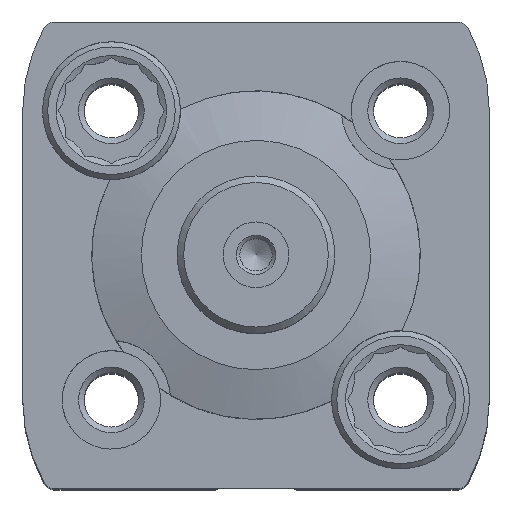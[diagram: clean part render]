
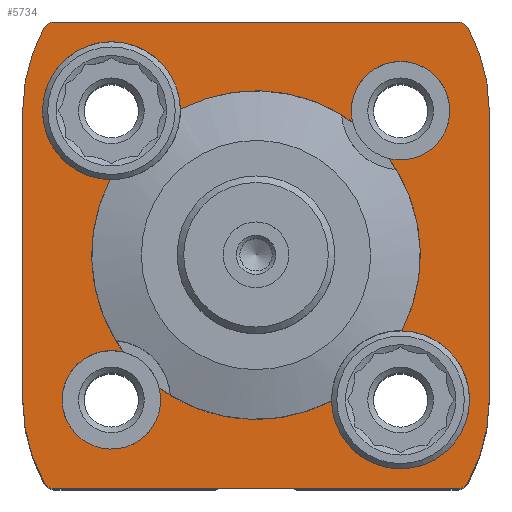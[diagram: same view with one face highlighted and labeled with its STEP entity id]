
A CAD part, top view. The second image highlights one B-rep face of the part: STEP entity #5734.
In plain terms, the highlighted planar face has unit normal (0, 0, 1).
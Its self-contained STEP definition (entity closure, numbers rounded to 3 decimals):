
#38=PLANE('',#6217);
#439=LINE('',#9136,#883);
#440=LINE('',#9142,#884);
#441=LINE('',#9148,#885);
#442=LINE('',#9154,#886);
#883=VECTOR('',#7123,1000.);
#884=VECTOR('',#7128,1000.);
#885=VECTOR('',#7133,1000.);
#886=VECTOR('',#7138,1000.);
#1499=ORIENTED_EDGE('',*,*,#3173,.T.);
#1500=ORIENTED_EDGE('',*,*,#3174,.T.);
#1501=ORIENTED_EDGE('',*,*,#3175,.T.);
#1502=ORIENTED_EDGE('',*,*,#3176,.T.);
#1503=ORIENTED_EDGE('',*,*,#3177,.T.);
#1504=ORIENTED_EDGE('',*,*,#3178,.T.);
#1505=ORIENTED_EDGE('',*,*,#3179,.T.);
#1506=ORIENTED_EDGE('',*,*,#3180,.T.);
#1507=ORIENTED_EDGE('',*,*,#3181,.T.);
#1508=ORIENTED_EDGE('',*,*,#3182,.T.);
#1509=ORIENTED_EDGE('',*,*,#3183,.T.);
#1510=ORIENTED_EDGE('',*,*,#3184,.T.);
#1511=ORIENTED_EDGE('',*,*,#3168,.T.);
#1512=ORIENTED_EDGE('',*,*,#3185,.T.);
#1513=ORIENTED_EDGE('',*,*,#3166,.T.);
#1514=ORIENTED_EDGE('',*,*,#3186,.T.);
#1515=ORIENTED_EDGE('',*,*,#3187,.T.);
#1516=ORIENTED_EDGE('',*,*,#3188,.T.);
#1517=ORIENTED_EDGE('',*,*,#3189,.T.);
#1518=ORIENTED_EDGE('',*,*,#3190,.T.);
#3166=EDGE_CURVE('',#3987,#3991,#4466,.T.);
#3168=EDGE_CURVE('',#3994,#3992,#4467,.T.);
#3173=EDGE_CURVE('',#3998,#3999,#4470,.T.);
#3174=EDGE_CURVE('',#3999,#4000,#439,.T.);
#3175=EDGE_CURVE('',#4000,#4001,#4471,.T.);
#3176=EDGE_CURVE('',#4001,#4002,#4472,.T.);
#3177=EDGE_CURVE('',#4002,#4003,#440,.T.);
#3178=EDGE_CURVE('',#4003,#4004,#4473,.T.);
#3179=EDGE_CURVE('',#4004,#4005,#4474,.T.);
#3180=EDGE_CURVE('',#4005,#4006,#441,.T.);
#3181=EDGE_CURVE('',#4006,#4007,#4475,.T.);
#3182=EDGE_CURVE('',#4007,#4008,#4476,.T.);
#3183=EDGE_CURVE('',#4008,#4009,#442,.T.);
#3184=EDGE_CURVE('',#4009,#3998,#4477,.T.);
#3185=EDGE_CURVE('',#3992,#3987,#4478,.F.);
#3186=EDGE_CURVE('',#3991,#4010,#4479,.F.);
#3187=EDGE_CURVE('',#4010,#4011,#4480,.T.);
#3188=EDGE_CURVE('',#4011,#4012,#4481,.F.);
#3189=EDGE_CURVE('',#4012,#4013,#4482,.T.);
#3190=EDGE_CURVE('',#4013,#3994,#4483,.F.);
#3987=VERTEX_POINT('',#9109);
#3991=VERTEX_POINT('',#9117);
#3992=VERTEX_POINT('',#9121);
#3994=VERTEX_POINT('',#9124);
#3998=VERTEX_POINT('',#9134);
#3999=VERTEX_POINT('',#9135);
#4000=VERTEX_POINT('',#9137);
#4001=VERTEX_POINT('',#9139);
#4002=VERTEX_POINT('',#9141);
#4003=VERTEX_POINT('',#9143);
#4004=VERTEX_POINT('',#9145);
#4005=VERTEX_POINT('',#9147);
#4006=VERTEX_POINT('',#9149);
#4007=VERTEX_POINT('',#9151);
#4008=VERTEX_POINT('',#9153);
#4009=VERTEX_POINT('',#9155);
#4010=VERTEX_POINT('',#9159);
#4011=VERTEX_POINT('',#9161);
#4012=VERTEX_POINT('',#9163);
#4013=VERTEX_POINT('',#9165);
#4466=CIRCLE('',#6212,12.5);
#4467=CIRCLE('',#6214,12.5);
#4470=CIRCLE('',#6218,13.);
#4471=CIRCLE('',#6219,13.);
#4472=CIRCLE('',#6220,0.85);
#4473=CIRCLE('',#6221,0.85);
#4474=CIRCLE('',#6222,13.);
#4475=CIRCLE('',#6223,13.);
#4476=CIRCLE('',#6224,0.85);
#4477=CIRCLE('',#6225,0.85);
#4478=CIRCLE('',#6226,5.25);
#4479=CIRCLE('',#6227,3.75);
#4480=CIRCLE('',#6228,12.5);
#4481=CIRCLE('',#6229,5.25);
#4482=CIRCLE('',#6230,12.5);
#4483=CIRCLE('',#6231,3.75);
#4727=EDGE_LOOP('',(#1499,#1500,#1501,#1502,#1503,#1504,#1505,#1506,#1507,
#1508,#1509,#1510));
#4728=EDGE_LOOP('',(#1511,#1512,#1513,#1514,#1515,#1516,#1517,#1518));
#5161=FACE_BOUND('',#4727,.T.);
#5162=FACE_BOUND('',#4728,.T.);
#5734=ADVANCED_FACE('',(#5161,#5162),#38,.T.);
#6212=AXIS2_PLACEMENT_3D('',#9118,#7106,#7107);
#6214=AXIS2_PLACEMENT_3D('',#9123,#7111,#7112);
#6217=AXIS2_PLACEMENT_3D('',#9132,#7119,#7120);
#6218=AXIS2_PLACEMENT_3D('',#9133,#7121,#7122);
#6219=AXIS2_PLACEMENT_3D('',#9138,#7124,#7125);
#6220=AXIS2_PLACEMENT_3D('',#9140,#7126,#7127);
#6221=AXIS2_PLACEMENT_3D('',#9144,#7129,#7130);
#6222=AXIS2_PLACEMENT_3D('',#9146,#7131,#7132);
#6223=AXIS2_PLACEMENT_3D('',#9150,#7134,#7135);
#6224=AXIS2_PLACEMENT_3D('',#9152,#7136,#7137);
#6225=AXIS2_PLACEMENT_3D('',#9156,#7139,#7140);
#6226=AXIS2_PLACEMENT_3D('',#9157,#7141,#7142);
#6227=AXIS2_PLACEMENT_3D('',#9158,#7143,#7144);
#6228=AXIS2_PLACEMENT_3D('',#9160,#7145,#7146);
#6229=AXIS2_PLACEMENT_3D('',#9162,#7147,#7148);
#6230=AXIS2_PLACEMENT_3D('',#9164,#7149,#7150);
#6231=AXIS2_PLACEMENT_3D('',#9166,#7151,#7152);
#7106=DIRECTION('',(0.,0.,-1.));
#7107=DIRECTION('',(-1.,0.,0.));
#7111=DIRECTION('',(0.,0.,-1.));
#7112=DIRECTION('',(-1.,0.,0.));
#7119=DIRECTION('',(0.,0.,1.));
#7120=DIRECTION('',(1.,0.,0.));
#7121=DIRECTION('',(0.,0.,1.));
#7122=DIRECTION('',(1.,0.,0.));
#7123=DIRECTION('',(0.,-1.,0.));
#7124=DIRECTION('',(0.,0.,1.));
#7125=DIRECTION('',(1.,0.,0.));
#7126=DIRECTION('',(0.,0.,1.));
#7127=DIRECTION('',(1.,0.,0.));
#7128=DIRECTION('',(1.,0.,0.));
#7129=DIRECTION('',(0.,0.,1.));
#7130=DIRECTION('',(1.,0.,0.));
#7131=DIRECTION('',(0.,0.,1.));
#7132=DIRECTION('',(1.,0.,0.));
#7133=DIRECTION('',(0.,1.,0.));
#7134=DIRECTION('',(0.,0.,1.));
#7135=DIRECTION('',(1.,0.,0.));
#7136=DIRECTION('',(0.,0.,1.));
#7137=DIRECTION('',(1.,0.,0.));
#7138=DIRECTION('',(-1.,0.,0.));
#7139=DIRECTION('',(0.,0.,1.));
#7140=DIRECTION('',(1.,0.,0.));
#7141=DIRECTION('',(0.,0.,1.));
#7142=DIRECTION('',(1.,0.,0.));
#7143=DIRECTION('',(0.,0.,1.));
#7144=DIRECTION('',(1.,0.,0.));
#7145=DIRECTION('',(0.,0.,-1.));
#7146=DIRECTION('',(-1.,0.,0.));
#7147=DIRECTION('',(0.,0.,1.));
#7148=DIRECTION('',(1.,0.,0.));
#7149=DIRECTION('',(0.,0.,-1.));
#7150=DIRECTION('',(-1.,0.,0.));
#7151=DIRECTION('',(0.,0.,1.));
#7152=DIRECTION('',(1.,0.,0.));
#9109=CARTESIAN_POINT('',(5.751,-11.099,0.));
#9117=CARTESIAN_POINT('',(-7.358,-10.105,0.));
#9118=CARTESIAN_POINT('',(0.,0.,0.));
#9121=CARTESIAN_POINT('',(11.099,-5.751,0.));
#9123=CARTESIAN_POINT('',(0.,0.,0.));
#9124=CARTESIAN_POINT('',(10.105,7.358,0.));
#9132=CARTESIAN_POINT('',(-4.75,11.,0.));
#9133=CARTESIAN_POINT('',(-4.75,11.,0.));
#9134=CARTESIAN_POINT('',(-16.114,17.313,0.));
#9135=CARTESIAN_POINT('',(-17.75,11.,0.));
#9136=CARTESIAN_POINT('',(-17.75,11.,0.));
#9137=CARTESIAN_POINT('',(-17.75,-11.,0.));
#9138=CARTESIAN_POINT('',(-4.75,-11.,0.));
#9139=CARTESIAN_POINT('',(-16.114,-17.313,0.));
#9140=CARTESIAN_POINT('',(-15.371,-16.9,0.));
#9141=CARTESIAN_POINT('',(-15.371,-17.75,0.));
#9142=CARTESIAN_POINT('',(-15.371,-17.75,0.));
#9143=CARTESIAN_POINT('',(15.371,-17.75,0.));
#9144=CARTESIAN_POINT('',(15.371,-16.9,0.));
#9145=CARTESIAN_POINT('',(16.114,-17.313,0.));
#9146=CARTESIAN_POINT('',(4.75,-11.,0.));
#9147=CARTESIAN_POINT('',(17.75,-11.,0.));
#9148=CARTESIAN_POINT('',(17.75,-11.,0.));
#9149=CARTESIAN_POINT('',(17.75,11.,0.));
#9150=CARTESIAN_POINT('',(4.75,11.,0.));
#9151=CARTESIAN_POINT('',(16.114,17.313,0.));
#9152=CARTESIAN_POINT('',(15.371,16.9,0.));
#9153=CARTESIAN_POINT('',(15.371,17.75,0.));
#9154=CARTESIAN_POINT('',(15.371,17.75,0.));
#9155=CARTESIAN_POINT('',(-15.371,17.75,0.));
#9156=CARTESIAN_POINT('',(-15.371,16.9,0.));
#9157=CARTESIAN_POINT('',(11.,-11.,0.));
#9158=CARTESIAN_POINT('',(-11.,-11.,0.));
#9159=CARTESIAN_POINT('',(-10.105,-7.358,0.));
#9160=CARTESIAN_POINT('',(0.,0.,0.));
#9161=CARTESIAN_POINT('',(-11.099,5.751,0.));
#9162=CARTESIAN_POINT('',(-11.,11.,0.));
#9163=CARTESIAN_POINT('',(-5.751,11.099,0.));
#9164=CARTESIAN_POINT('',(0.,0.,0.));
#9165=CARTESIAN_POINT('',(7.358,10.105,0.));
#9166=CARTESIAN_POINT('',(11.,11.,0.));
